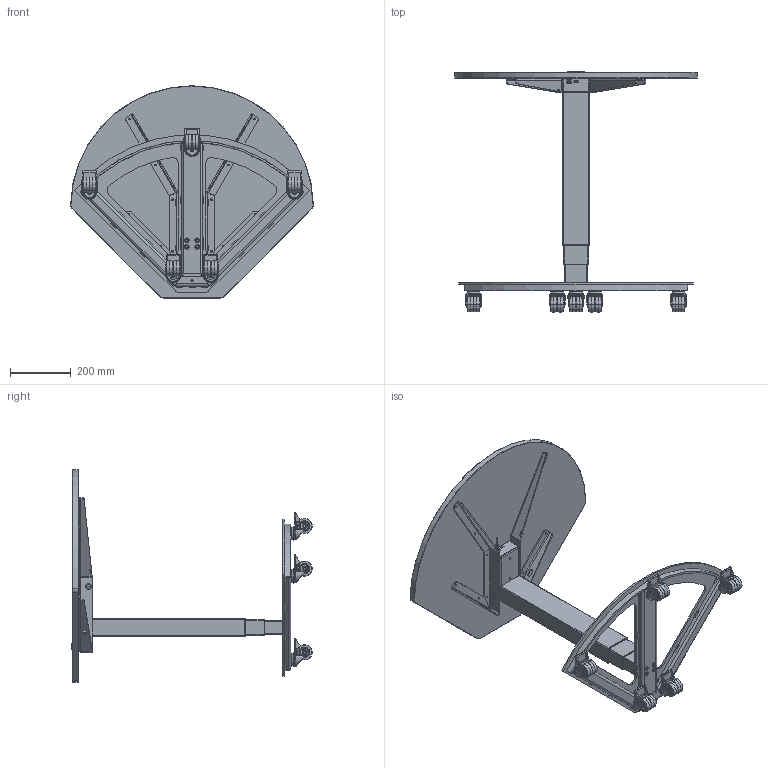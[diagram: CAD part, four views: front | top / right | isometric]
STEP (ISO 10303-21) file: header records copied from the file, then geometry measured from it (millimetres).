
FILE_DESCRIPTION (( 'STEP AP203' ), '1' );
FILE_NAME ('514045xE_Mobile One Q, skiva 800x700.STEP', '2019-09-05T06:17:10', ( '' ), ( '' ), 'SwSTEP 2.0', 'SolidWorks 2017', '' );
FILE_SCHEMA (( 'CONFIG_CONTROL_DESIGN' ));
Products named in the file (1): 514045xE_Mobile One Q, skiva 800x700
Bounding box: 799.81 x 791.5 x 700 mm (x, y, z)
Surface area: 1903904.2 mm2 (no closed solid volume)
Topology: 0 solids, 145 shells, 991 faces, 3665 edges, 2740 vertices
Faces by surface type: plane 425, cylinder 313, torus 99, cone 80, bspline 46, sphere 28
Entity records: 47457 total; most frequent: CARTESIAN_POINT 16597, DIRECTION 6675, ORIENTED_EDGE 5299, EDGE_CURVE 3655, VERTEX_POINT 2740, AXIS2_PLACEMENT_3D 2355, VECTOR 1965, LINE 1965
